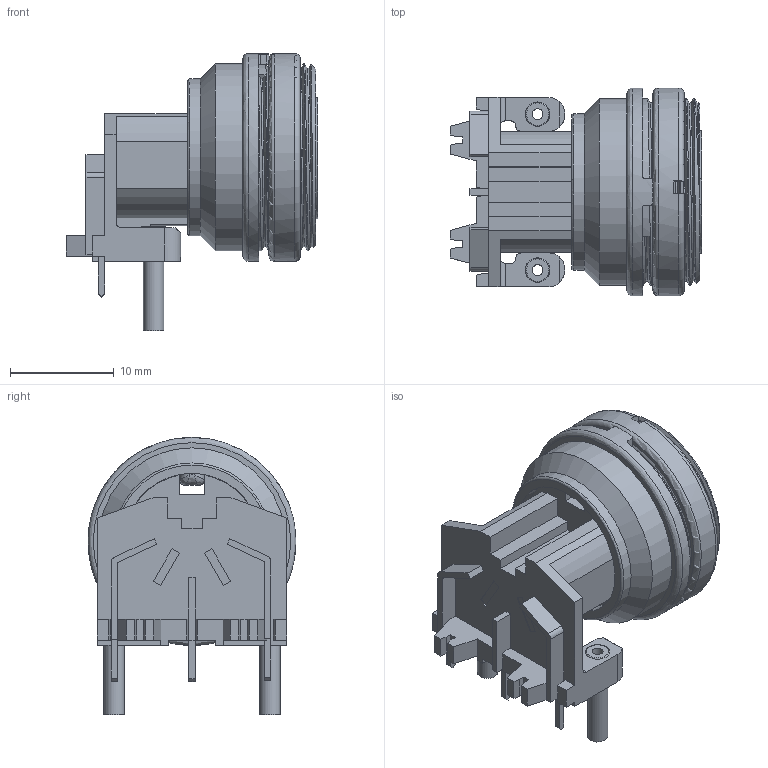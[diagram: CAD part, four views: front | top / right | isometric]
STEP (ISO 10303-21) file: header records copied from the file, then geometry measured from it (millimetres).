
FILE_DESCRIPTION(/* description */ (''),/* implementation_level */ '2;1');
FILE_NAME(/* name */ 't 3263 900 unxc001-01_214.stp',/* time_stamp */ '2022-08-04T15:00:17+02:00',/* author */ (''),/* organization */ (''),/* preprocessor_version */ 'ST-DEVELOPER v18.1',/* originating_system */ 'SIEMENS PLM Software NX 2000',/* authorisation */ '');
FILE_SCHEMA (('AUTOMOTIVE_DESIGN { 1 0 10303 214 3 1 1 1 }'));
Length unit declared in the file: millimetre
Products named in the file (2): t 3263 900 unxm001-01; t 3263 900 unxc001-01
Assembly tree (1 placements, depth 2):
  t 3263 900 unxc001-01
    t 3263 900 unxm001-01
Bounding box: 24.2 x 20 x 26.65 mm (x, y, z)
Volume: 3703.4 mm3; surface area: 4186.9 mm2
Topology: 1 solids, 1 shells, 303 faces, 853 edges, 557 vertices
Faces by surface type: plane 203, cylinder 73, bspline 19, cone 5, torus 3
Full cylindrical faces by diameter (mm): 1.05 x2, 1.95 x2, 2.4 x2, 13.1 x1, 13.9 x1, 15.1 x1, 15.2 x5, 16.2 x1, 18 x1, 18.3 x1, 20 x2
Entity records: 12341 total; most frequent: CARTESIAN_POINT 4690, ORIENTED_EDGE 1610, DIRECTION 1406, EDGE_CURVE 805, LINE 552, VECTOR 552, VERTEX_POINT 539, AXIS2_PLACEMENT_3D 427
